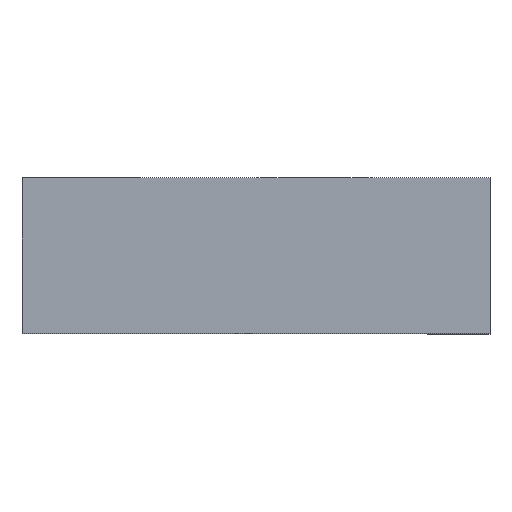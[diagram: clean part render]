
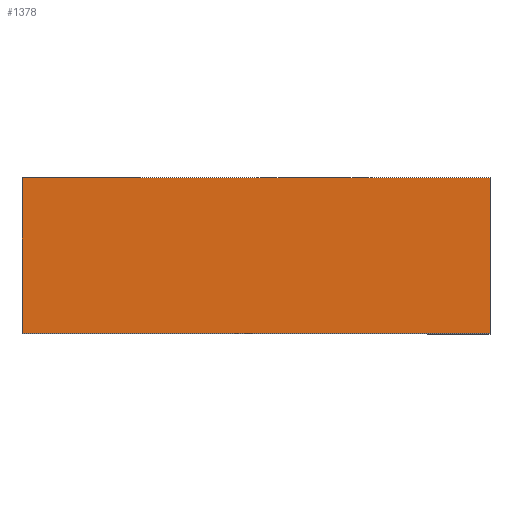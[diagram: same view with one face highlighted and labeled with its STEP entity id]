
A CAD part, top view. The second image highlights one B-rep face of the part: STEP entity #1378.
In plain terms, the highlighted planar face has unit normal (0, 0, 1).
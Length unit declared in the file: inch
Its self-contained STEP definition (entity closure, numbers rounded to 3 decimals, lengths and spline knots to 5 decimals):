
#47 = ORIENTED_EDGE ( 'NONE', *, *, #185, .T. ) ;
#59 = DIRECTION ( 'NONE',  ( 1., 0., 0. ) ) ;
#185 = EDGE_CURVE ( 'NONE', #1138, #1420, #865, .T. ) ;
#213 = VECTOR ( 'NONE', #1461, 39.37008 ) ;
#286 = EDGE_LOOP ( 'NONE', ( #47, #1516, #369, #896 ) ) ;
#291 = VECTOR ( 'NONE', #1443, 39.37008 ) ;
#336 = CARTESIAN_POINT ( 'NONE',  ( 1.98503, 0.52237, 1.69 ) ) ;
#345 = AXIS2_PLACEMENT_3D ( 'NONE', #412, #887, #766 ) ;
#369 = ORIENTED_EDGE ( 'NONE', *, *, #531, .F. ) ;
#407 = CARTESIAN_POINT ( 'NONE',  ( 1.98503, 0.52237, 1.69 ) ) ;
#412 = CARTESIAN_POINT ( 'NONE',  ( 0., 0.52237, 1.69 ) ) ;
#422 = PLANE ( 'NONE',  #345 ) ;
#507 = LINE ( 'NONE', #407, #213 ) ;
#531 = EDGE_CURVE ( 'NONE', #1115, #1127, #507, .T. ) ;
#721 = CARTESIAN_POINT ( 'NONE',  ( 1.98503, 0.27237, 1.69 ) ) ;
#752 = CARTESIAN_POINT ( 'NONE',  ( 1.23412, 0.52237, 1.69 ) ) ;
#766 = DIRECTION ( 'NONE',  ( 0., -1., 0. ) ) ;
#775 = CARTESIAN_POINT ( 'NONE',  ( 0., 0.52237, 1.69 ) ) ;
#800 = EDGE_CURVE ( 'NONE', #1420, #1127, #851, .T. ) ;
#816 = VECTOR ( 'NONE', #59, 39.37008 ) ;
#851 = LINE ( 'NONE', #1454, #1175 ) ;
#865 = LINE ( 'NONE', #752, #291 ) ;
#887 = DIRECTION ( 'NONE',  ( 0., 0., -1. ) ) ;
#896 = ORIENTED_EDGE ( 'NONE', *, *, #1363, .F. ) ;
#919 = FACE_OUTER_BOUND ( 'NONE', #286, .T. ) ;
#967 = CARTESIAN_POINT ( 'NONE',  ( 1.23412, 0.52237, 1.69 ) ) ;
#1115 = VERTEX_POINT ( 'NONE', #336 ) ;
#1127 = VERTEX_POINT ( 'NONE', #721 ) ;
#1138 = VERTEX_POINT ( 'NONE', #967 ) ;
#1175 = VECTOR ( 'NONE', #1326, 39.37008 ) ;
#1326 = DIRECTION ( 'NONE',  ( 1., 0., 0. ) ) ;
#1363 = EDGE_CURVE ( 'NONE', #1138, #1115, #1480, .T. ) ;
#1370 = CARTESIAN_POINT ( 'NONE',  ( 1.23412, 0.27237, 1.69 ) ) ;
#1378 = ADVANCED_FACE ( 'NONE', ( #919 ), #422, .F. ) ;
#1420 = VERTEX_POINT ( 'NONE', #1370 ) ;
#1443 = DIRECTION ( 'NONE',  ( 0., -1., 0. ) ) ;
#1454 = CARTESIAN_POINT ( 'NONE',  ( 0., 0.27237, 1.69 ) ) ;
#1461 = DIRECTION ( 'NONE',  ( 0., -1., 0. ) ) ;
#1480 = LINE ( 'NONE', #775, #816 ) ;
#1516 = ORIENTED_EDGE ( 'NONE', *, *, #800, .T. ) ;
